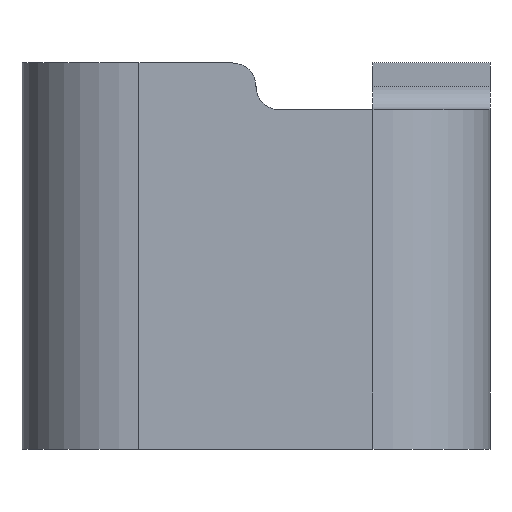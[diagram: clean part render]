
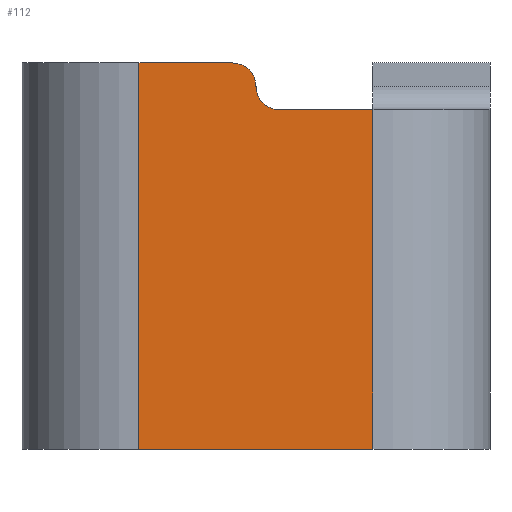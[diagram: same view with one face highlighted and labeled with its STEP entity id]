
A CAD part, left-side view. The second image highlights one B-rep face of the part: STEP entity #112.
In plain terms, the highlighted planar face has unit normal (-1, 0, 0).
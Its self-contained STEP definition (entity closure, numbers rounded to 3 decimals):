
#112=ADVANCED_FACE('',(#361),#363,.T.);
#361=FACE_BOUND('',#362,.T.);
#362=EDGE_LOOP('',(#557,#558,#559,#560,#561,#562,#563));
#363=PLANE('',#364);
#364=AXIS2_PLACEMENT_3D('',#365,#366,#367);
#365=CARTESIAN_POINT('',(-1.687,1.,0.));
#366=DIRECTION('',(-1.,0.,0.));
#367=DIRECTION('',(0.,-1.,0.));
#557=ORIENTED_EDGE('',*,*,#722,.F.);
#558=ORIENTED_EDGE('',*,*,#723,.F.);
#559=ORIENTED_EDGE('',*,*,#724,.F.);
#560=ORIENTED_EDGE('',*,*,#725,.F.);
#561=ORIENTED_EDGE('',*,*,#726,.T.);
#562=ORIENTED_EDGE('',*,*,#697,.T.);
#563=ORIENTED_EDGE('',*,*,#727,.T.);
#697=EDGE_CURVE('',#787,#785,#788,.T.);
#722=EDGE_CURVE('',#833,#834,#835,.F.);
#723=EDGE_CURVE('',#836,#833,#837,.F.);
#724=EDGE_CURVE('',#838,#836,#839,.T.);
#725=EDGE_CURVE('',#840,#838,#841,.T.);
#726=EDGE_CURVE('',#840,#787,#842,.T.);
#727=EDGE_CURVE('',#785,#834,#843,.F.);
#785=VERTEX_POINT('',#935);
#787=VERTEX_POINT('',#940);
#788=LINE('',#941,#942);
#833=VERTEX_POINT('',#1045);
#834=VERTEX_POINT('',#1046);
#835=CIRCLE('',#1047,0.1);
#836=VERTEX_POINT('',#1051);
#837=CIRCLE('',#1052,0.1);
#838=VERTEX_POINT('',#1056);
#839=LINE('',#1057,#1058);
#840=VERTEX_POINT('',#1060);
#841=LINE('',#1061,#1062);
#842=LINE('',#1064,#1065);
#843=LINE('',#1067,#1068);
#935=CARTESIAN_POINT('',(-1.687,-0.5,1.45));
#940=CARTESIAN_POINT('',(-1.687,-0.5,0.));
#941=CARTESIAN_POINT('',(-1.687,-0.5,0.));
#942=VECTOR('',#943,1.);
#943=DIRECTION('',(0.,0.,1.));
#1045=CARTESIAN_POINT('',(-1.687,0.,1.55));
#1046=CARTESIAN_POINT('',(-1.687,-0.1,1.45));
#1047=AXIS2_PLACEMENT_3D('',#1048,#1049,#1050);
#1048=CARTESIAN_POINT('',(-1.687,-0.1,1.55));
#1049=DIRECTION('',(1.,0.,0.));
#1050=DIRECTION('',(0.,0.,-1.));
#1051=CARTESIAN_POINT('',(-1.687,0.1,1.65));
#1052=AXIS2_PLACEMENT_3D('',#1053,#1054,#1055);
#1053=CARTESIAN_POINT('',(-1.687,0.1,1.55));
#1054=DIRECTION('',(-1.,0.,0.));
#1055=DIRECTION('',(0.,-1.,0.));
#1056=CARTESIAN_POINT('',(-1.687,0.5,1.65));
#1057=CARTESIAN_POINT('',(-1.687,0.5,1.65));
#1058=VECTOR('',#1059,1.);
#1059=DIRECTION('',(0.,-1.,0.));
#1060=CARTESIAN_POINT('',(-1.687,0.5,0.));
#1061=CARTESIAN_POINT('',(-1.687,0.5,0.));
#1062=VECTOR('',#1063,1.);
#1063=DIRECTION('',(0.,0.,1.));
#1064=CARTESIAN_POINT('',(-1.687,0.5,0.));
#1065=VECTOR('',#1066,1.);
#1066=DIRECTION('',(0.,-1.,0.));
#1067=CARTESIAN_POINT('',(-1.687,-0.1,1.45));
#1068=VECTOR('',#1069,1.);
#1069=DIRECTION('',(0.,-1.,0.));
